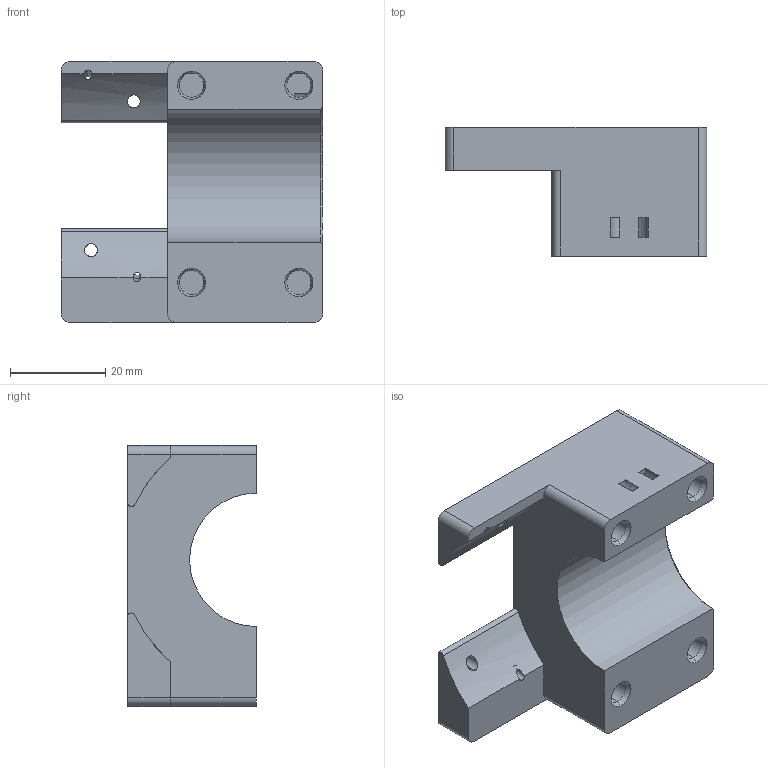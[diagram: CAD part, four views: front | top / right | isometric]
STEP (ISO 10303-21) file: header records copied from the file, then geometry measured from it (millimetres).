
FILE_DESCRIPTION (( 'STEP AP214' ), '1' );
FILE_NAME ('iris-rel-base-plate.STEP', '2023-11-10T14:28:39', ( '' ), ( '' ), 'SwSTEP 2.0', 'SolidWorks 2022', '' );
FILE_SCHEMA (( 'AUTOMOTIVE_DESIGN' ));
Length unit declared in the file: millimetre
Products named in the file (1): iris-rel-base-plate
Bounding box: 54.9 x 27 x 54.8 mm (x, y, z)
Volume: 41493.7 mm3; surface area: 10956.5 mm2
Topology: 1 solids, 1 shells, 82 faces, 212 edges, 136 vertices
Faces by surface type: cylinder 40, plane 21, cone 17, bspline 4
Entity records: 3620 total; most frequent: CARTESIAN_POINT 1543, DIRECTION 434, ORIENTED_EDGE 424, EDGE_CURVE 212, AXIS2_PLACEMENT_3D 169, VERTEX_POINT 136, EDGE_LOOP 98, LINE 96
